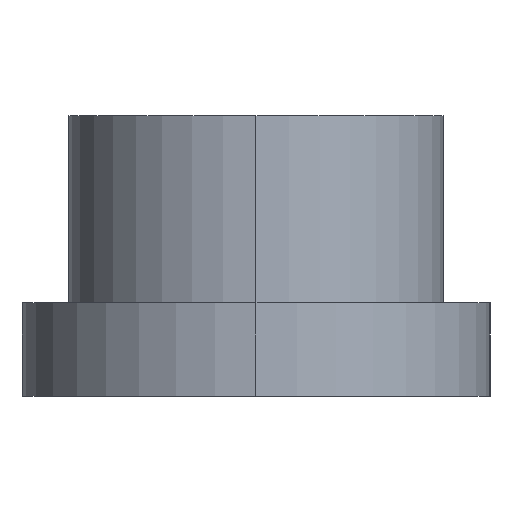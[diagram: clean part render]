
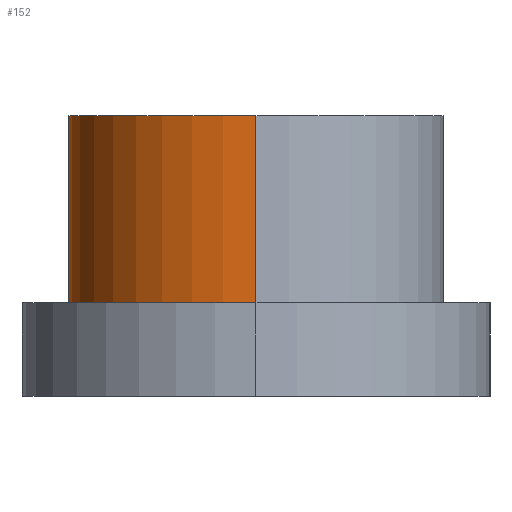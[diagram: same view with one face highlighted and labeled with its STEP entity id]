
A CAD part, left-side view. The second image highlights one B-rep face of the part: STEP entity #152.
In plain terms, the highlighted cylindrical face has radius 10 mm (diameter 20 mm), a partial arc.
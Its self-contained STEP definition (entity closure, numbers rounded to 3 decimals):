
#13 = AXIS2_PLACEMENT_3D ( 'NONE', #80, #349, #17 ) ;
#17 = DIRECTION ( 'NONE',  ( 1., 0., 0. ) ) ;
#20 = ORIENTED_EDGE ( 'NONE', *, *, #363, .F. ) ;
#26 = EDGE_CURVE ( 'NONE', #385, #203, #406, .T. ) ;
#38 = DIRECTION ( 'NONE',  ( 0., 0., -1. ) ) ;
#47 = EDGE_CURVE ( 'NONE', #324, #265, #421, .T. ) ;
#49 = LINE ( 'NONE', #138, #139 ) ;
#68 = DIRECTION ( 'NONE',  ( 0., 0., -1. ) ) ;
#75 = CARTESIAN_POINT ( 'NONE',  ( 0., 0., 15. ) ) ;
#80 = CARTESIAN_POINT ( 'NONE',  ( 0., 0., 15. ) ) ;
#85 = AXIS2_PLACEMENT_3D ( 'NONE', #75, #183, #109 ) ;
#96 = ORIENTED_EDGE ( 'NONE', *, *, #47, .F. ) ;
#109 = DIRECTION ( 'NONE',  ( -1., 0., 0. ) ) ;
#134 = VECTOR ( 'NONE', #68, 1000. ) ;
#138 = CARTESIAN_POINT ( 'NONE',  ( -10., 0., 15. ) ) ;
#139 = VECTOR ( 'NONE', #38, 1000. ) ;
#152 = ADVANCED_FACE ( 'NONE', ( #194 ), #364, .T. ) ;
#172 = CARTESIAN_POINT ( 'NONE',  ( 10., 0., 5. ) ) ;
#176 = CARTESIAN_POINT ( 'NONE',  ( 0., 0., 5. ) ) ;
#179 = DIRECTION ( 'NONE',  ( 0., 0., 1. ) ) ;
#183 = DIRECTION ( 'NONE',  ( 0., 0., -1. ) ) ;
#194 = FACE_OUTER_BOUND ( 'NONE', #333, .T. ) ;
#203 = VERTEX_POINT ( 'NONE', #244 ) ;
#218 = DIRECTION ( 'NONE',  ( 1., 0., 0. ) ) ;
#226 = AXIS2_PLACEMENT_3D ( 'NONE', #176, #179, #218 ) ;
#229 = ORIENTED_EDGE ( 'NONE', *, *, #26, .T. ) ;
#244 = CARTESIAN_POINT ( 'NONE',  ( -10., 0., 5. ) ) ;
#261 = ORIENTED_EDGE ( 'NONE', *, *, #272, .T. ) ;
#265 = VERTEX_POINT ( 'NONE', #309 ) ;
#272 = EDGE_CURVE ( 'NONE', #324, #385, #307, .T. ) ;
#307 = LINE ( 'NONE', #428, #134 ) ;
#309 = CARTESIAN_POINT ( 'NONE',  ( -10., 0., 15. ) ) ;
#324 = VERTEX_POINT ( 'NONE', #370 ) ;
#333 = EDGE_LOOP ( 'NONE', ( #96, #261, #229, #20 ) ) ;
#349 = DIRECTION ( 'NONE',  ( 0., 0., 1. ) ) ;
#363 = EDGE_CURVE ( 'NONE', #265, #203, #49, .T. ) ;
#364 = CYLINDRICAL_SURFACE ( 'NONE', #85, 10. ) ;
#370 = CARTESIAN_POINT ( 'NONE',  ( 10., 0., 15. ) ) ;
#385 = VERTEX_POINT ( 'NONE', #172 ) ;
#406 = CIRCLE ( 'NONE', #226, 10. ) ;
#421 = CIRCLE ( 'NONE', #13, 10. ) ;
#428 = CARTESIAN_POINT ( 'NONE',  ( 10., 0., 15. ) ) ;
